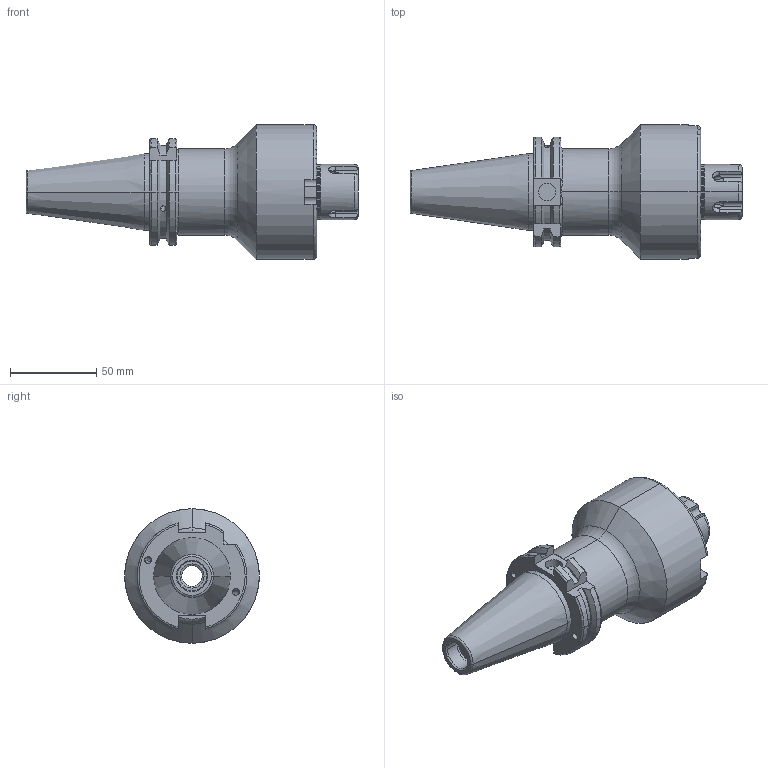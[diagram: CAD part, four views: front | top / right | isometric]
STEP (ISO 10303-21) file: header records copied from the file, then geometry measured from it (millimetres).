
FILE_DESCRIPTION (( 'STEP AP214' ), '1' );
FILE_NAME ('91406-AS332100.STEP', '2019-01-24T04:15:01', ( '' ), ( '' ), 'SwSTEP 2.0', 'SolidWorks 2018', '' );
FILE_SCHEMA (( 'AUTOMOTIVE_DESIGN' ));
Length unit declared in the file: millimetre
Products named in the file (1): 91406-AS332100
Bounding box: 192.4 x 78 x 78 mm (x, y, z)
Volume: 373578.7 mm3; surface area: 49918.5 mm2
Topology: 1 solids, 1 shells, 199 faces, 539 edges, 332 vertices
Faces by surface type: cylinder 66, plane 49, cone 41, torus 29, sphere 8, bspline 6
Entity records: 8046 total; most frequent: CARTESIAN_POINT 2477, ORIENTED_EDGE 1050, DIRECTION 1018, EDGE_CURVE 525, AXIS2_PLACEMENT_3D 409, VERTEX_POINT 332, EDGE_LOOP 221, CIRCLE 215
